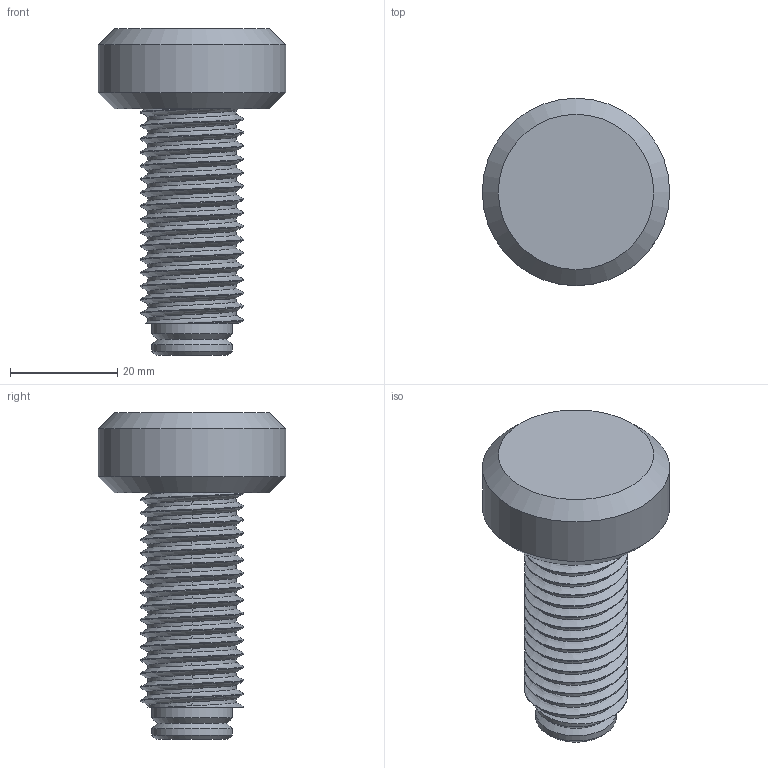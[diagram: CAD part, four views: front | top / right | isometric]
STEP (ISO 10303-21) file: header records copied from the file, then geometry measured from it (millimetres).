
FILE_DESCRIPTION(/* description */ (''),/* implementation_level */ '2;1');
FILE_NAME(/* name */ 'ClampScrew.step',/* time_stamp */ '2023-06-09T17:20:41-05:00',/* author */ (''),/* organization */ (''),/* preprocessor_version */ 'ST-DEVELOPER v19.2',/* originating_system */ 'Autodesk Translation Framework v12.6.0.85',/* authorisation */ '');
FILE_SCHEMA (('AUTOMOTIVE_DESIGN { 1 0 10303 214 3 1 1 }'));
Length unit declared in the file: millimetre
Products named in the file (4): Arm2 (v11~recovered); Mount Plate; Clamp; Screw
Assembly tree (3 placements, depth 4):
  Arm2 (v11~recovered)
    Mount Plate
      Clamp
        Screw
Bounding box: 35 x 35 x 61 mm (x, y, z)
Volume: 24289.7 mm3; surface area: 7157.7 mm2
Topology: 1 solids, 1 shells, 48 faces, 126 edges, 82 vertices
Faces by surface type: cylinder 37, cone 5, plane 4, bspline 2
Full cylindrical faces by diameter (mm): 15 x2, 16.538 x15, 19.39 x15, 35 x1
Entity records: 5393 total; most frequent: CARTESIAN_POINT 4261, ORIENTED_EDGE 252, DIRECTION 174, EDGE_CURVE 126, VERTEX_POINT 82, B_SPLINE_CURVE_WITH_KNOTS 72, AXIS2_PLACEMENT_3D 67, EDGE_LOOP 50
